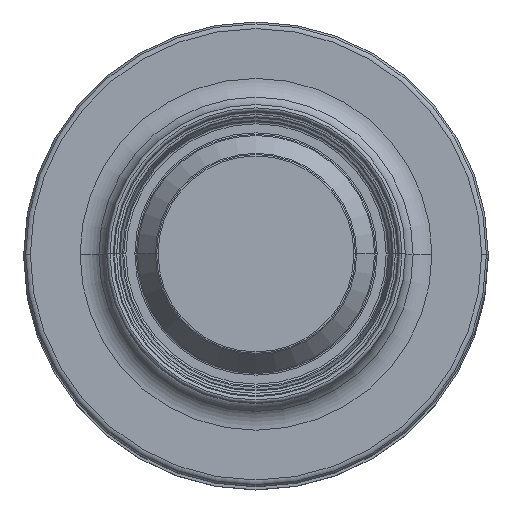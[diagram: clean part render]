
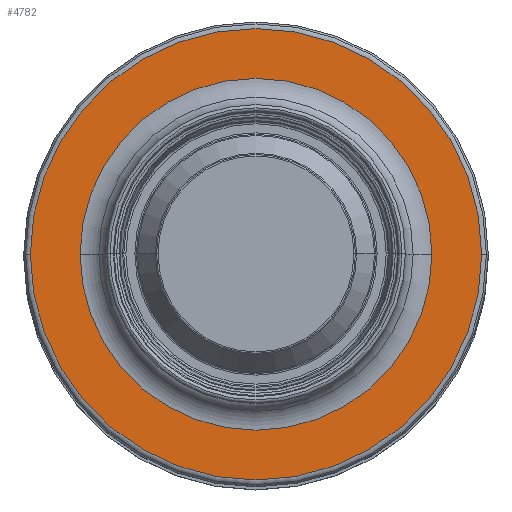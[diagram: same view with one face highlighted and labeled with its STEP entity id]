
A CAD part, top view. The second image highlights one B-rep face of the part: STEP entity #4782.
In plain terms, the highlighted planar face has unit normal (0, 0, 1).
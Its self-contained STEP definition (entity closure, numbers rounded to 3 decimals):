
#1289=CARTESIAN_POINT('',(0.,0.,325.));
#1290=DIRECTION('',(0.,0.,-1.));
#1291=DIRECTION('',(-1.,0.,0.));
#1292=AXIS2_PLACEMENT_3D('',#1289,#1290,#1291);
#1297=CARTESIAN_POINT('',(0.,0.,325.));
#1298=DIRECTION('',(0.,0.,-1.));
#1299=DIRECTION('',(1.,0.,0.));
#1300=AXIS2_PLACEMENT_3D('',#1297,#1298,#1299);
#1305=CARTESIAN_POINT('',(0.,0.,325.));
#1306=DIRECTION('',(0.,0.,1.));
#1307=DIRECTION('',(-1.,0.,0.));
#1308=AXIS2_PLACEMENT_3D('',#1305,#1306,#1307);
#1313=CARTESIAN_POINT('',(0.,0.,325.));
#1314=DIRECTION('',(0.,0.,1.));
#1315=DIRECTION('',(1.,0.,0.));
#1316=AXIS2_PLACEMENT_3D('',#1313,#1314,#1315);
#3455=CARTESIAN_POINT('',(34.,0.,325.));
#3456=CARTESIAN_POINT('',(-34.,0.,325.));
#3457=VERTEX_POINT('',#3455);
#3458=VERTEX_POINT('',#3456);
#3459=CARTESIAN_POINT('',(-26.5,0.,325.));
#3460=CARTESIAN_POINT('',(26.5,0.,325.));
#3461=VERTEX_POINT('',#3459);
#3462=VERTEX_POINT('',#3460);
#4766=CARTESIAN_POINT('',(0.,0.,325.));
#4767=DIRECTION('',(0.,0.,1.));
#4768=DIRECTION('',(1.,0.,0.));
#4769=AXIS2_PLACEMENT_3D('',#4766,#4767,#4768);
#4770=PLANE('',#4769);
#4772=ORIENTED_EDGE('',*,*,#4771,.T.);
#4773=ORIENTED_EDGE('',*,*,#4756,.T.);
#4774=EDGE_LOOP('',(#4772,#4773));
#4775=FACE_OUTER_BOUND('',#4774,.F.);
#4777=ORIENTED_EDGE('',*,*,#4776,.T.);
#4779=ORIENTED_EDGE('',*,*,#4778,.T.);
#4780=EDGE_LOOP('',(#4777,#4779));
#4781=FACE_BOUND('',#4780,.F.);
#1293=CIRCLE('',#1292,34.);
#1301=CIRCLE('',#1300,34.);
#1309=CIRCLE('',#1308,26.5);
#1317=CIRCLE('',#1316,26.5);
#4756=EDGE_CURVE('',#3457,#3458,#1301,.T.);
#4771=EDGE_CURVE('',#3458,#3457,#1293,.T.);
#4776=EDGE_CURVE('',#3461,#3462,#1309,.T.);
#4778=EDGE_CURVE('',#3462,#3461,#1317,.T.);
#4782=ADVANCED_FACE('',(#4775,#4781),#4770,.T.);
